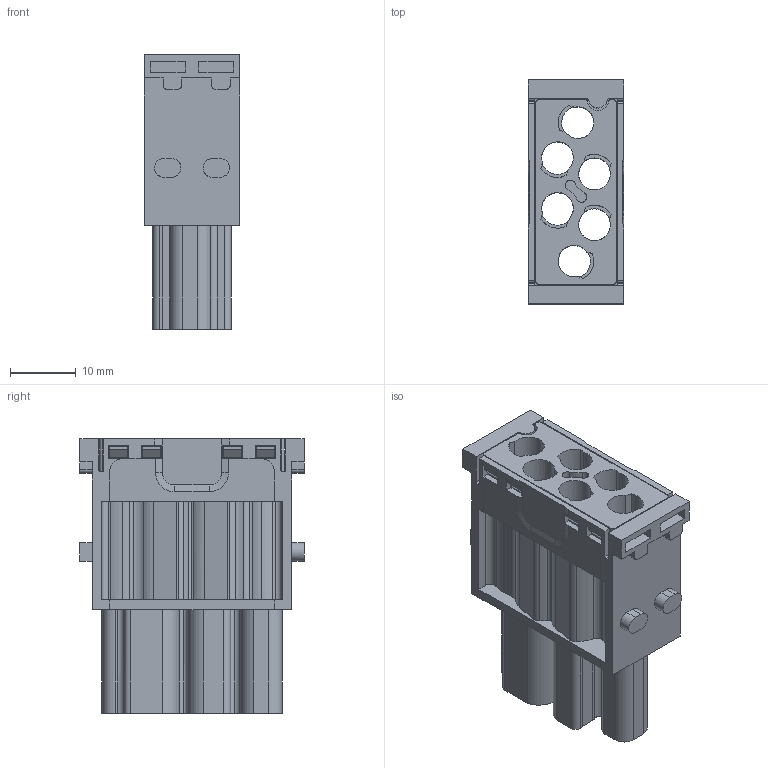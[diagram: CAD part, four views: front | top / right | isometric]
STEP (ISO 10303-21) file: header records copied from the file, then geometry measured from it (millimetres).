
FILE_DESCRIPTION(('CATIA V5 STEP Exchange','CAx-IF Rec.Pracs.--- Model Styling and Organization---1.4--- 2014-01-23'),'2;1');
FILE_NAME ('13199563_4', '2019-04-15T09:11:54+00:00', ('none'), ('Weidmueller'), 'CATIA Version 5-6 Release 2016 SP3 HF44', 'CATIA V5 STEP AP214', 'none');
FILE_SCHEMA(('AUTOMOTIVE_DESIGN { 1 0 10303 214 1 1 1 1 }'));
Length unit declared in the file: millimetre
Products named in the file (1): 1429370000
Bounding box: 14.5 x 34 x 41.6 mm (x, y, z)
Volume: 8240.6 mm3; surface area: 11169.6 mm2
Topology: 2 solids, 2 shells, 445 faces, 1270 edges, 840 vertices
Faces by surface type: plane 257, cylinder 172, bspline 12, cone 4
Entity records: 16449 total; most frequent: CARTESIAN_POINT 5161, ORIENTED_EDGE 2540, DIRECTION 1944, EDGE_CURVE 1270, VECTOR 892, LINE 892, VERTEX_POINT 840, AXIS2_PLACEMENT_3D 620
